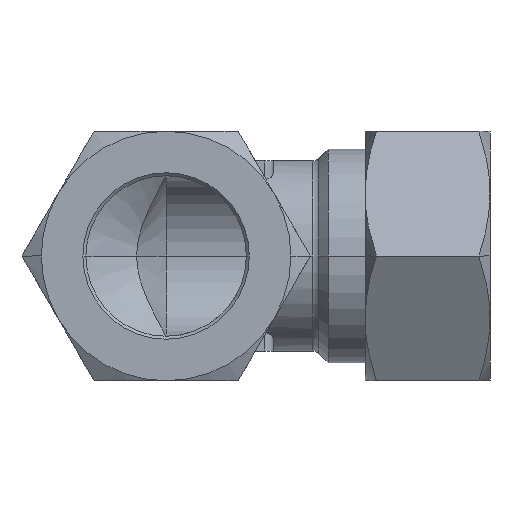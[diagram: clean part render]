
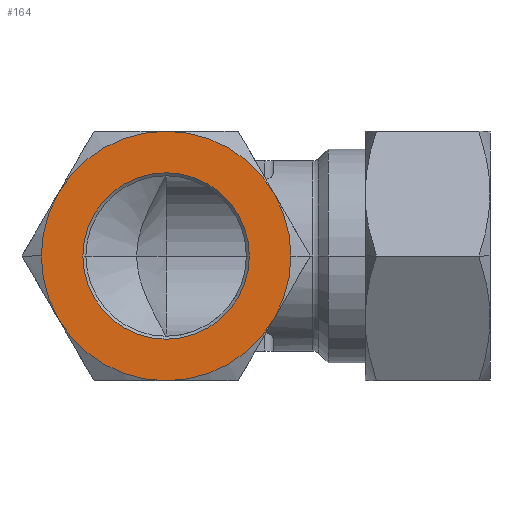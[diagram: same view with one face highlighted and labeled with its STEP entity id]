
A CAD part, front view. The second image highlights one B-rep face of the part: STEP entity #164.
In plain terms, the highlighted planar face has unit normal (0, -1, 0).
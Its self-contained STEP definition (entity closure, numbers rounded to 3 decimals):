
#164=ADVANCED_FACE('',(#417,#418),#419,.F.);
#417=FACE_BOUND('',#685,.T.);
#418=FACE_OUTER_BOUND('',#686,.T.);
#419=PLANE('',#687);
#685=EDGE_LOOP('',(#1632,#1633));
#686=EDGE_LOOP('',(#1634,#1635,#1636,#1637,#1638,#1639,#1640,#1641));
#687=AXIS2_PLACEMENT_3D('',#1642,#1643,#1644);
#1632=ORIENTED_EDGE('',*,*,#1874,.T.);
#1633=ORIENTED_EDGE('',*,*,#1870,.T.);
#1634=ORIENTED_EDGE('',*,*,#1913,.F.);
#1635=ORIENTED_EDGE('',*,*,#1825,.F.);
#1636=ORIENTED_EDGE('',*,*,#1916,.F.);
#1637=ORIENTED_EDGE('',*,*,#1918,.F.);
#1638=ORIENTED_EDGE('',*,*,#1922,.F.);
#1639=ORIENTED_EDGE('',*,*,#1923,.F.);
#1640=ORIENTED_EDGE('',*,*,#1823,.F.);
#1641=ORIENTED_EDGE('',*,*,#1927,.F.);
#1642=CARTESIAN_POINT('',(0.0,-54.5,0.0));
#1643=DIRECTION('',(0.0,1.0,-0.0));
#1644=DIRECTION('',(-0.0,0.0,1.0));
#1823=EDGE_CURVE('',#2212,#2210,#2214,.T.);
#1825=EDGE_CURVE('',#2215,#2218,#2219,.T.);
#1870=EDGE_CURVE('',#2292,#2294,#2296,.T.);
#1874=EDGE_CURVE('',#2294,#2292,#2301,.T.);
#1913=EDGE_CURVE('',#2218,#2358,#2359,.T.);
#1916=EDGE_CURVE('',#2361,#2215,#2363,.T.);
#1918=EDGE_CURVE('',#2365,#2361,#2367,.T.);
#1922=EDGE_CURVE('',#2371,#2365,#2373,.T.);
#1923=EDGE_CURVE('',#2210,#2371,#2374,.T.);
#1927=EDGE_CURVE('',#2358,#2212,#2379,.T.);
#2210=VERTEX_POINT('',#2962);
#2212=VERTEX_POINT('',#2965);
#2214=CIRCLE('',#2978,21.0);
#2215=VERTEX_POINT('',#2979);
#2218=VERTEX_POINT('',#2983);
#2219=CIRCLE('',#2984,21.0);
#2292=VERTEX_POINT('',#3208);
#2294=VERTEX_POINT('',#3211);
#2296=CIRCLE('',#3214,14.0);
#2301=CIRCLE('',#3253,14.0);
#2358=VERTEX_POINT('',#3490);
#2359=CIRCLE('',#3491,21.0);
#2361=VERTEX_POINT('',#3504);
#2363=CIRCLE('',#3517,21.0);
#2365=VERTEX_POINT('',#3519);
#2367=CIRCLE('',#3532,21.0);
#2371=VERTEX_POINT('',#3558);
#2373=CIRCLE('',#3571,21.0);
#2374=CIRCLE('',#3572,21.0);
#2379=CIRCLE('',#3610,21.0);
#2962=CARTESIAN_POINT('',(-21.0,-54.5,0.));
#2965=CARTESIAN_POINT('',(-18.187,-54.5,-10.5));
#2978=AXIS2_PLACEMENT_3D('',#4304,#4305,#4306);
#2979=CARTESIAN_POINT('',(21.0,-54.5,0.));
#2983=CARTESIAN_POINT('',(18.187,-54.5,-10.5));
#2984=AXIS2_PLACEMENT_3D('',#4308,#4309,#4310);
#3208=CARTESIAN_POINT('',(-14.0,-54.5,0.));
#3211=CARTESIAN_POINT('',(14.0,-54.5,0.));
#3214=AXIS2_PLACEMENT_3D('',#4376,#4377,#4378);
#3253=AXIS2_PLACEMENT_3D('',#4383,#4384,#4385);
#3490=CARTESIAN_POINT('',(0.,-54.5,-21.0));
#3491=AXIS2_PLACEMENT_3D('',#4449,#4450,#4451);
#3504=CARTESIAN_POINT('',(18.187,-54.5,10.5));
#3517=AXIS2_PLACEMENT_3D('',#4452,#4453,#4454);
#3519=CARTESIAN_POINT('',(0.,-54.5,21.0));
#3532=AXIS2_PLACEMENT_3D('',#4455,#4456,#4457);
#3558=CARTESIAN_POINT('',(-18.187,-54.5,10.5));
#3571=AXIS2_PLACEMENT_3D('',#4458,#4459,#4460);
#3572=AXIS2_PLACEMENT_3D('',#4461,#4462,#4463);
#3610=AXIS2_PLACEMENT_3D('',#4464,#4465,#4466);
#4304=CARTESIAN_POINT('',(0.,-54.5,0.0));
#4305=DIRECTION('',(0.,1.0,0.0));
#4306=DIRECTION('',(-1.0,0.,0.0));
#4308=CARTESIAN_POINT('',(0.,-54.5,0.0));
#4309=DIRECTION('',(0.,1.0,0.0));
#4310=DIRECTION('',(-1.0,0.,0.0));
#4376=CARTESIAN_POINT('',(0.,-54.5,0.0));
#4377=DIRECTION('',(0.0,1.0,-0.0));
#4378=DIRECTION('',(-1.0,0.0,0.0));
#4383=CARTESIAN_POINT('',(0.,-54.5,0.0));
#4384=DIRECTION('',(0.0,1.0,-0.0));
#4385=DIRECTION('',(-1.0,0.0,0.0));
#4449=CARTESIAN_POINT('',(0.,-54.5,0.0));
#4450=DIRECTION('',(0.,1.0,0.0));
#4451=DIRECTION('',(-1.0,0.,0.0));
#4452=CARTESIAN_POINT('',(0.,-54.5,0.0));
#4453=DIRECTION('',(0.,1.0,0.0));
#4454=DIRECTION('',(-1.0,0.,0.0));
#4455=CARTESIAN_POINT('',(0.,-54.5,0.0));
#4456=DIRECTION('',(0.,1.0,0.0));
#4457=DIRECTION('',(-1.0,0.,0.0));
#4458=CARTESIAN_POINT('',(0.,-54.5,0.0));
#4459=DIRECTION('',(0.,1.0,0.0));
#4460=DIRECTION('',(-1.0,0.,0.0));
#4461=CARTESIAN_POINT('',(0.,-54.5,0.0));
#4462=DIRECTION('',(0.,1.0,0.0));
#4463=DIRECTION('',(-1.0,0.,0.0));
#4464=CARTESIAN_POINT('',(0.,-54.5,0.0));
#4465=DIRECTION('',(0.,1.0,0.0));
#4466=DIRECTION('',(-1.0,0.,0.0));
